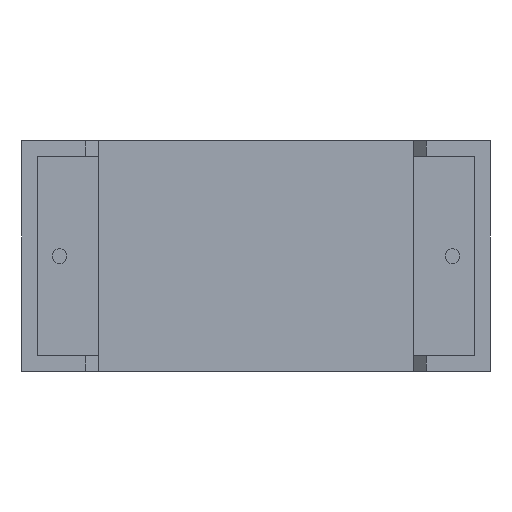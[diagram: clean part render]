
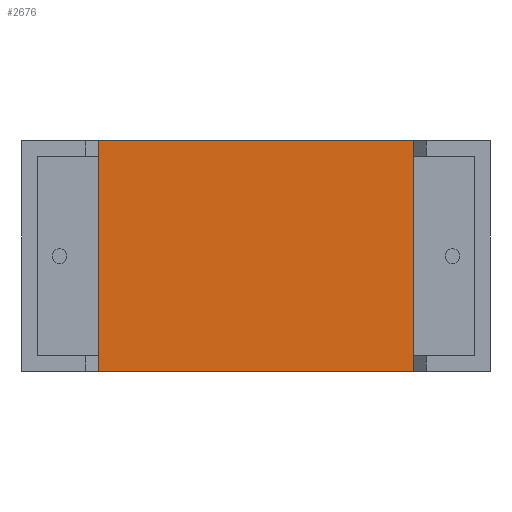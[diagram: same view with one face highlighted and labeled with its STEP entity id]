
A CAD part, front view. The second image highlights one B-rep face of the part: STEP entity #2676.
In plain terms, the highlighted planar face has unit normal (0, -1, 0).
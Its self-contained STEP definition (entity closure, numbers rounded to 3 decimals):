
#80 = CARTESIAN_POINT ( 'NONE',  ( 22.406, 0.762, 0. ) ) ;
#165 = AXIS2_PLACEMENT_3D ( 'NONE', #1008, #2196, #2245 ) ;
#252 = EDGE_CURVE ( 'NONE', #866, #654, #1792, .T. ) ;
#267 = FACE_OUTER_BOUND ( 'NONE', #1346, .T. ) ;
#536 = LINE ( 'NONE', #80, #1834 ) ;
#615 = DIRECTION ( 'NONE',  ( -1., 0., 0. ) ) ;
#626 = VECTOR ( 'NONE', #615, 1000. ) ;
#654 = VERTEX_POINT ( 'NONE', #2801 ) ;
#669 = ORIENTED_EDGE ( 'NONE', *, *, #2363, .F. ) ;
#724 = ORIENTED_EDGE ( 'NONE', *, *, #3030, .F. ) ;
#866 = VERTEX_POINT ( 'NONE', #1546 ) ;
#1008 = CARTESIAN_POINT ( 'NONE',  ( 13.4, 0.762, 0. ) ) ;
#1115 = VECTOR ( 'NONE', #2502, 1000. ) ;
#1346 = EDGE_LOOP ( 'NONE', ( #1727, #669, #724, #2159 ) ) ;
#1457 = LINE ( 'NONE', #2403, #2767 ) ;
#1546 = CARTESIAN_POINT ( 'NONE',  ( 22.406, 0.762, 13.2 ) ) ;
#1581 = LINE ( 'NONE', #2057, #626 ) ;
#1727 = ORIENTED_EDGE ( 'NONE', *, *, #252, .T. ) ;
#1792 = LINE ( 'NONE', #2519, #1115 ) ;
#1834 = VECTOR ( 'NONE', #2418, 1000. ) ;
#1847 = VERTEX_POINT ( 'NONE', #2138 ) ;
#2057 = CARTESIAN_POINT ( 'NONE',  ( 13.4, 0.762, 0. ) ) ;
#2138 = CARTESIAN_POINT ( 'NONE',  ( 22.406, 0.762, 0. ) ) ;
#2159 = ORIENTED_EDGE ( 'NONE', *, *, #2657, .T. ) ;
#2168 = DIRECTION ( 'NONE',  ( 0., 0., 1. ) ) ;
#2196 = DIRECTION ( 'NONE',  ( 0., 1., 0. ) ) ;
#2211 = CARTESIAN_POINT ( 'NONE',  ( 4.394, 0.762, 0. ) ) ;
#2245 = DIRECTION ( 'NONE',  ( -1., 0., 0. ) ) ;
#2363 = EDGE_CURVE ( 'NONE', #2992, #654, #1457, .T. ) ;
#2403 = CARTESIAN_POINT ( 'NONE',  ( 4.394, 0.762, 0. ) ) ;
#2418 = DIRECTION ( 'NONE',  ( 0., 0., 1. ) ) ;
#2502 = DIRECTION ( 'NONE',  ( -1., 0., 0. ) ) ;
#2519 = CARTESIAN_POINT ( 'NONE',  ( 13.4, 0.762, 13.2 ) ) ;
#2657 = EDGE_CURVE ( 'NONE', #1847, #866, #536, .T. ) ;
#2676 = ADVANCED_FACE ( 'NONE', ( #267 ), #2860, .F. ) ;
#2767 = VECTOR ( 'NONE', #2168, 1000. ) ;
#2801 = CARTESIAN_POINT ( 'NONE',  ( 4.394, 0.762, 13.2 ) ) ;
#2860 = PLANE ( 'NONE',  #165 ) ;
#2992 = VERTEX_POINT ( 'NONE', #2211 ) ;
#3030 = EDGE_CURVE ( 'NONE', #1847, #2992, #1581, .T. ) ;
